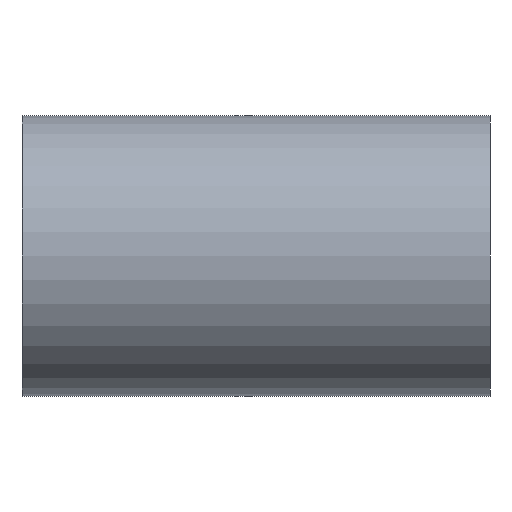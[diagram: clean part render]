
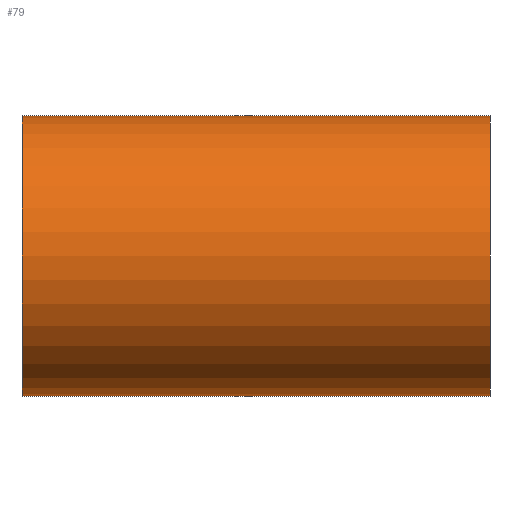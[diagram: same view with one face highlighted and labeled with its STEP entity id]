
A CAD part, left-side view. The second image highlights one B-rep face of the part: STEP entity #79.
In plain terms, the highlighted cylindrical face has radius 3 mm (diameter 6 mm), a partial arc.
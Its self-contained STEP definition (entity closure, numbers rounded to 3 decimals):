
#6 = VERTEX_POINT ( 'NONE', #230 ) ;
#16 = CIRCLE ( 'NONE', #228, 3. ) ;
#27 = DIRECTION ( 'NONE',  ( 0., 1., 0. ) ) ;
#30 = DIRECTION ( 'NONE',  ( 0., 0., 1. ) ) ;
#44 = CARTESIAN_POINT ( 'NONE',  ( 0., 10., 3. ) ) ;
#54 = DIRECTION ( 'NONE',  ( 0., 1., 0. ) ) ;
#63 = ORIENTED_EDGE ( 'NONE', *, *, #175, .F. ) ;
#64 = ORIENTED_EDGE ( 'NONE', *, *, #223, .T. ) ;
#65 = CARTESIAN_POINT ( 'NONE',  ( 0., 10., -3. ) ) ;
#68 = DIRECTION ( 'NONE',  ( 0., 0., -1. ) ) ;
#69 = LINE ( 'NONE', #44, #165 ) ;
#74 = CARTESIAN_POINT ( 'NONE',  ( 0., 0., -3. ) ) ;
#75 = FACE_OUTER_BOUND ( 'NONE', #245, .T. ) ;
#78 = AXIS2_PLACEMENT_3D ( 'NONE', #159, #54, #30 ) ;
#79 = ADVANCED_FACE ( 'NONE', ( #75 ), #231, .T. ) ;
#82 = ORIENTED_EDGE ( 'NONE', *, *, #218, .T. ) ;
#84 = DIRECTION ( 'NONE',  ( 0., -1., 0. ) ) ;
#87 = LINE ( 'NONE', #160, #210 ) ;
#109 = DIRECTION ( 'NONE',  ( 0., -1., 0. ) ) ;
#116 = ORIENTED_EDGE ( 'NONE', *, *, #166, .F. ) ;
#120 = VERTEX_POINT ( 'NONE', #213 ) ;
#156 = DIRECTION ( 'NONE',  ( 0., 0., 1. ) ) ;
#159 = CARTESIAN_POINT ( 'NONE',  ( 0., 0., 0. ) ) ;
#160 = CARTESIAN_POINT ( 'NONE',  ( 0., 10., -3. ) ) ;
#163 = CIRCLE ( 'NONE', #78, 3. ) ;
#165 = VECTOR ( 'NONE', #212, 1000. ) ;
#166 = EDGE_CURVE ( 'NONE', #6, #120, #69, .T. ) ;
#175 = EDGE_CURVE ( 'NONE', #201, #6, #16, .T. ) ;
#201 = VERTEX_POINT ( 'NONE', #65 ) ;
#205 = AXIS2_PLACEMENT_3D ( 'NONE', #235, #84, #68 ) ;
#210 = VECTOR ( 'NONE', #109, 1000. ) ;
#212 = DIRECTION ( 'NONE',  ( 0., -1., 0. ) ) ;
#213 = CARTESIAN_POINT ( 'NONE',  ( 0., 0., 3. ) ) ;
#218 = EDGE_CURVE ( 'NONE', #224, #120, #163, .T. ) ;
#223 = EDGE_CURVE ( 'NONE', #201, #224, #87, .T. ) ;
#224 = VERTEX_POINT ( 'NONE', #74 ) ;
#228 = AXIS2_PLACEMENT_3D ( 'NONE', #238, #27, #156 ) ;
#230 = CARTESIAN_POINT ( 'NONE',  ( 0., 10., 3. ) ) ;
#231 = CYLINDRICAL_SURFACE ( 'NONE', #205, 3. ) ;
#235 = CARTESIAN_POINT ( 'NONE',  ( 0., 10., 0. ) ) ;
#238 = CARTESIAN_POINT ( 'NONE',  ( 0., 10., 0. ) ) ;
#245 = EDGE_LOOP ( 'NONE', ( #116, #63, #64, #82 ) ) ;
